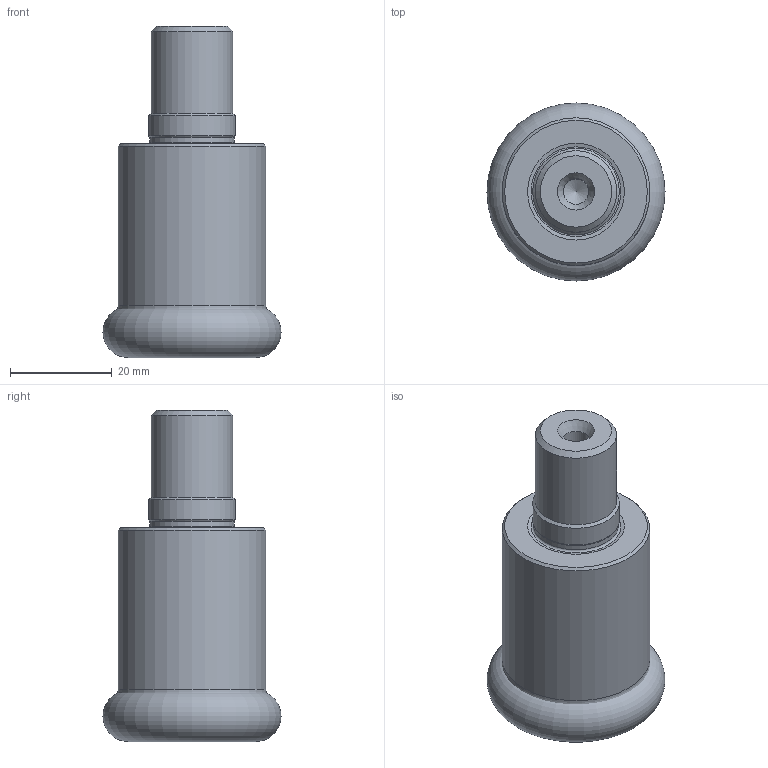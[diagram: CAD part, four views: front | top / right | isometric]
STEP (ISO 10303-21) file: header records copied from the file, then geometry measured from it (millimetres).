
FILE_DESCRIPTION(/* description */ (''),/* implementation_level */ '2;1');
FILE_NAME(/* name */ 'ax_step_export_ax_temp_1.stp',/* time_stamp */ '2019-09-12T08:48:04+02:00',/* author */ (''),/* organization */ (''),/* preprocessor_version */ 'ST-DEVELOPER v16.7',/* originating_system */ 'SIEMENS PLM Software NX 12.0',/* authorisation */ '');
FILE_SCHEMA (('AUTOMOTIVE_DESIGN { 1 0 10303 214 3 1 1 1 }'));
Length unit declared in the file: millimetre
Products named in the file (1): ax_temp_1
Bounding box: 34.95 x 34.95 x 65 mm (x, y, z)
Volume: 37598.8 mm3; surface area: 9523.2 mm2
Topology: 2 solids, 2 shells, 24 faces, 50 edges, 29 vertices
Faces by surface type: cone 8, torus 7, cylinder 6, plane 3
Full cylindrical faces by diameter (mm): 5 x1, 16 x1, 16.6 x1, 17 x1, 29 x1, 33.6 x1
Entity records: 665 total; most frequent: DIRECTION 94, CARTESIAN_POINT 71, AXIS2_PLACEMENT_3D 47, FACE_BOUND 45, EDGE_LOOP 44, ORIENTED_EDGE 44, PRESENTATION_STYLE_ASSIGNMENT 25, SURFACE_STYLE_USAGE 25
